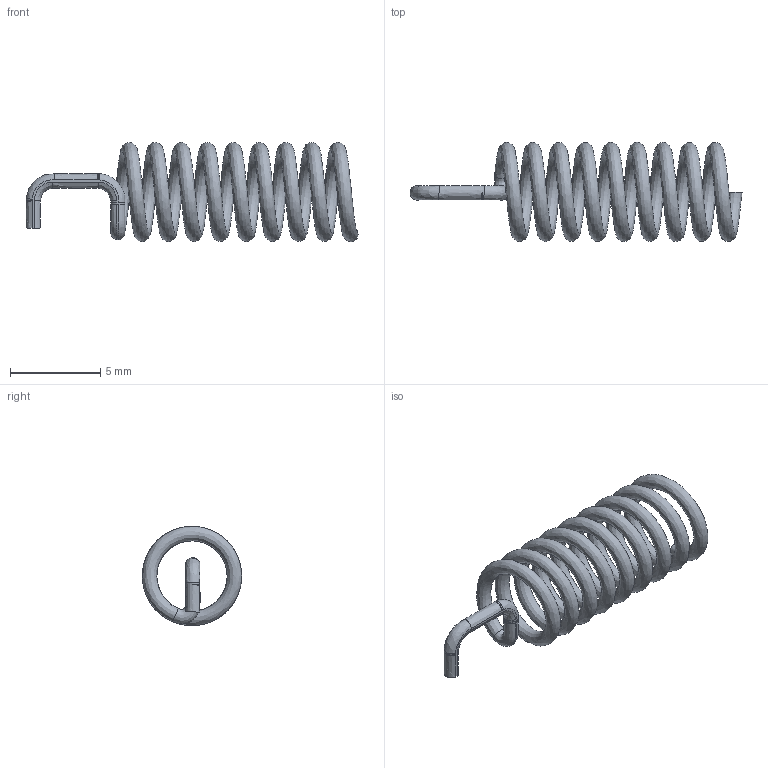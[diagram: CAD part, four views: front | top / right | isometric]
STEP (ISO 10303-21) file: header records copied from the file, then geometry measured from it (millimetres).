
FILE_DESCRIPTION(/* description */ (''),/* implementation_level */ '2;1');
FILE_NAME(/* name */ 'Component1.step',/* time_stamp */ '2017-12-02T23:52:55+02:00',/* author */ (''),/* organization */ (''),/* preprocessor_version */ 'ST-DEVELOPER v16.13',/* originating_system */ 'Autodesk Translation Framework v6.5.0.72',/* authorisation */ '');
FILE_SCHEMA (('AUTOMOTIVE_DESIGN { 1 0 10303 214 3 1 1 }'));
Length unit declared in the file: millimetre
Products named in the file (1): FusionComponent
Bounding box: 18.39 x 5.5 x 5.5 mm (x, y, z)
Volume: 71.3 mm3; surface area: 358 mm2
Topology: 1 solids, 1 shells, 18 faces, 56 edges, 40 vertices
Faces by surface type: bspline 13, plane 5
Entity records: 3588 total; most frequent: CARTESIAN_POINT 3145, ORIENTED_EDGE 112, EDGE_CURVE 56, DIRECTION 41, VERTEX_POINT 40, B_SPLINE_CURVE_WITH_KNOTS 35, FACE_OUTER_BOUND 18, EDGE_LOOP 18
